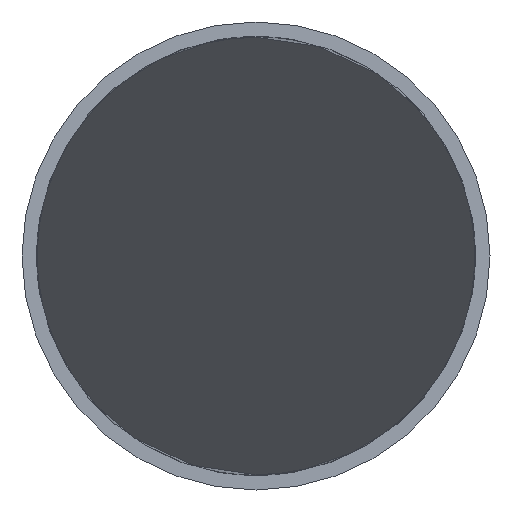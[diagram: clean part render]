
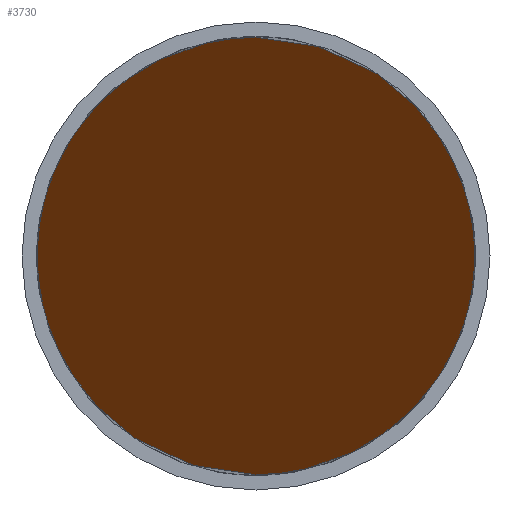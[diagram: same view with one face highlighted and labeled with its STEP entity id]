
A CAD part, front view. The second image highlights one B-rep face of the part: STEP entity #3730.
In plain terms, the highlighted planar face has unit normal (-0.866, -0.5, 0).
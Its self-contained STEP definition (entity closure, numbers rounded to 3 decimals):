
#46 = EDGE_LOOP ( 'NONE', ( #2234, #2245 ) ) ;
#290 = VERTEX_POINT ( 'NONE', #1568 ) ;
#556 = AXIS2_PLACEMENT_3D ( 'NONE', #1695, #3919, #3557 ) ;
#692 = CARTESIAN_POINT ( 'NONE',  ( 0., -20.411, -1.495 ) ) ;
#723 = CARTESIAN_POINT ( 'NONE',  ( 2.99, -25.589, 1.495 ) ) ;
#752 = CARTESIAN_POINT ( 'NONE',  ( 0., -20.411, 1.495 ) ) ;
#1568 = CARTESIAN_POINT ( 'NONE',  ( 0., -20.411, -1.495 ) ) ;
#1636 = CARTESIAN_POINT ( 'NONE',  ( 0., -20.411, 1.495 ) ) ;
#1695 = CARTESIAN_POINT ( 'NONE',  ( -1.495, -17.821, -1.6 ) ) ;
#1977 = PLANE ( 'NONE',  #556 ) ;
#2193 =( BOUNDED_CURVE ( )  B_SPLINE_CURVE ( 3, ( #692, #3835, #2890, #1636 ),
 .UNSPECIFIED., .F., .F. ) 
 B_SPLINE_CURVE_WITH_KNOTS ( ( 4, 4 ),
 ( 4.712, 7.854 ),
 .UNSPECIFIED. ) 
 CURVE ( )  GEOMETRIC_REPRESENTATION_ITEM ( )  RATIONAL_B_SPLINE_CURVE ( ( 1., 0.333, 0.333, 1. ) ) 
 REPRESENTATION_ITEM ( '' )  );
#2234 = ORIENTED_EDGE ( 'NONE', *, *, #3718, .F. ) ;
#2245 = ORIENTED_EDGE ( 'NONE', *, *, #2754, .F. ) ;
#2754 = EDGE_CURVE ( 'Defeature ausgef�hrt1_0+Defeature ausgef�hrt1_6+Defeature ausgef�hrt1_6+Defeature ausgef�hrt1_6', #290, #3257, #2193, .T. ) ;
#2890 = CARTESIAN_POINT ( 'NONE',  ( -2.99, -15.232, 1.495 ) ) ;
#2912 = CARTESIAN_POINT ( 'NONE',  ( 0., -20.411, 1.495 ) ) ;
#3234 = CARTESIAN_POINT ( 'NONE',  ( 2.99, -25.589, -1.495 ) ) ;
#3257 = VERTEX_POINT ( 'NONE', #2912 ) ;
#3288 =( BOUNDED_CURVE ( )  B_SPLINE_CURVE ( 3, ( #752, #723, #3234, #3871 ),
 .UNSPECIFIED., .F., .F. ) 
 B_SPLINE_CURVE_WITH_KNOTS ( ( 4, 4 ),
 ( 1.571, 4.712 ),
 .UNSPECIFIED. ) 
 CURVE ( )  GEOMETRIC_REPRESENTATION_ITEM ( )  RATIONAL_B_SPLINE_CURVE ( ( 1., 0.333, 0.333, 1. ) ) 
 REPRESENTATION_ITEM ( '' )  );
#3557 = DIRECTION ( 'NONE',  ( -0.5, 0.866, 0. ) ) ;
#3718 = EDGE_CURVE ( 'Defeature ausgef�hrt1_0+Defeature ausgef�hrt1_6+Defeature ausgef�hrt1_6+Defeature ausgef�hrt1_6', #3257, #290, #3288, .T. ) ;
#3730 = ADVANCED_FACE ( 'Defeature ausgef�hrt1_6', ( #3906 ), #1977, .F. ) ;
#3835 = CARTESIAN_POINT ( 'NONE',  ( -2.99, -15.232, -1.495 ) ) ;
#3871 = CARTESIAN_POINT ( 'NONE',  ( 0., -20.411, -1.495 ) ) ;
#3906 = FACE_OUTER_BOUND ( 'NONE', #46, .T. ) ;
#3919 = DIRECTION ( 'NONE',  ( 0.866, 0.5, 0. ) ) ;
